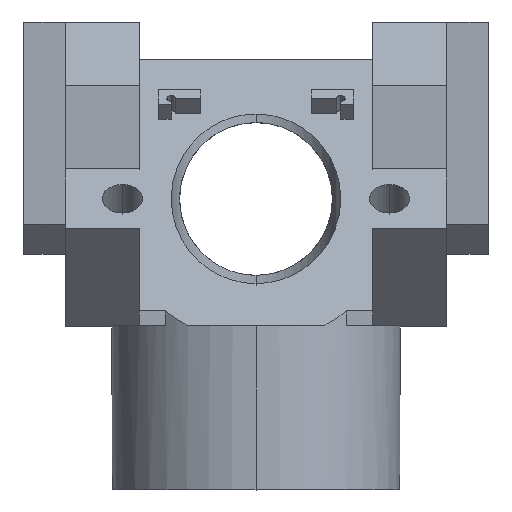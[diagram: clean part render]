
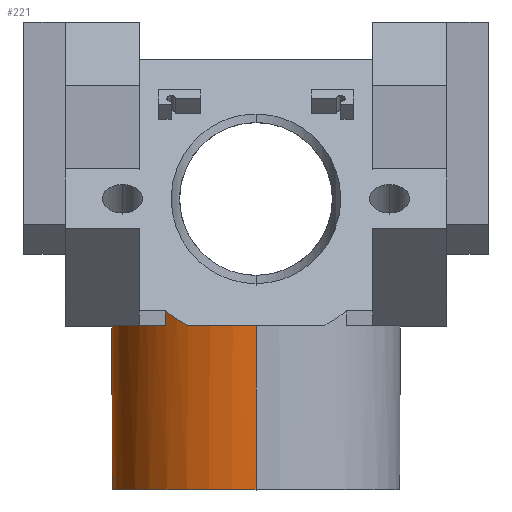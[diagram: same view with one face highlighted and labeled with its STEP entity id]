
A CAD part, top view. The second image highlights one B-rep face of the part: STEP entity #221.
In plain terms, the highlighted cylindrical face has radius 3.4 mm (diameter 6.8 mm), a partial arc.
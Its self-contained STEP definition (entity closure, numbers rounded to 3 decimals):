
#5 = DIRECTION ( 'NONE',  ( 0., 0., 1. ) ) ;
#58 = CARTESIAN_POINT ( 'NONE',  ( -1.789, -2.899, 13.399 ) ) ;
#72 = VERTEX_POINT ( 'NONE', #2829 ) ;
#202 = VERTEX_POINT ( 'NONE', #1408 ) ;
#221 = ADVANCED_FACE ( 'NONE', ( #1751 ), #2580, .T. ) ;
#286 = EDGE_CURVE ( 'NONE', #2252, #72, #358, .T. ) ;
#315 = ORIENTED_EDGE ( 'NONE', *, *, #686, .F. ) ;
#331 = ORIENTED_EDGE ( 'NONE', *, *, #754, .F. ) ;
#350 = ORIENTED_EDGE ( 'NONE', *, *, #286, .T. ) ;
#358 = LINE ( 'NONE', #1793, #517 ) ;
#363 = AXIS2_PLACEMENT_3D ( 'NONE', #2368, #1202, #2107 ) ;
#511 = CARTESIAN_POINT ( 'NONE',  ( 0., 0., 13.9 ) ) ;
#517 = VECTOR ( 'NONE', #681, 1000. ) ;
#539 =( BOUNDED_CURVE ( )  B_SPLINE_CURVE ( 3, ( #1826, #2348, #58, #2942 ),
 .UNSPECIFIED., .F., .T. ) 
 B_SPLINE_CURVE_WITH_KNOTS ( ( 4, 4 ),
 ( 2.463, 2.652 ),
 .UNSPECIFIED. ) 
 CURVE ( )  GEOMETRIC_REPRESENTATION_ITEM ( )  RATIONAL_B_SPLINE_CURVE ( ( 1., 0.997, 0.997, 1. ) ) 
 REPRESENTATION_ITEM ( '' )  );
#622 = CARTESIAN_POINT ( 'NONE',  ( 0., -3., 10.5 ) ) ;
#674 = VERTEX_POINT ( 'NONE', #865 ) ;
#681 = DIRECTION ( 'NONE',  ( 0., -1., 0. ) ) ;
#686 = EDGE_CURVE ( 'NONE', #1948, #1814, #2859, .T. ) ;
#691 = EDGE_LOOP ( 'NONE', ( #759, #1210, #1536, #3007, #350, #2740, #315, #1395, #331 ) ) ;
#703 = EDGE_CURVE ( 'NONE', #2252, #3442, #539, .T. ) ;
#723 = CARTESIAN_POINT ( 'NONE',  ( 0., -3., 10.5 ) ) ;
#751 = VECTOR ( 'NONE', #2367, 1000. ) ;
#754 = EDGE_CURVE ( 'NONE', #2758, #674, #1893, .T. ) ;
#759 = ORIENTED_EDGE ( 'NONE', *, *, #2036, .T. ) ;
#865 = CARTESIAN_POINT ( 'NONE',  ( -0.5, -3., 7.137 ) ) ;
#912 = DIRECTION ( 'NONE',  ( 0., 1., 0. ) ) ;
#983 = CIRCLE ( 'NONE', #1878, 3.4 ) ;
#1029 = CIRCLE ( 'NONE', #363, 3.4 ) ;
#1202 = DIRECTION ( 'NONE',  ( 0., 1., 0. ) ) ;
#1209 = EDGE_CURVE ( 'NONE', #674, #1948, #2052, .T. ) ;
#1210 = ORIENTED_EDGE ( 'NONE', *, *, #3415, .T. ) ;
#1272 = CIRCLE ( 'NONE', #2536, 3.4 ) ;
#1375 = VERTEX_POINT ( 'NONE', #2908 ) ;
#1387 = LINE ( 'NONE', #511, #1440 ) ;
#1395 = ORIENTED_EDGE ( 'NONE', *, *, #1209, .F. ) ;
#1402 = CARTESIAN_POINT ( 'NONE',  ( -3.008, -3., 8.914 ) ) ;
#1408 = CARTESIAN_POINT ( 'NONE',  ( 0., -3., 13.9 ) ) ;
#1440 = VECTOR ( 'NONE', #2827, 1000. ) ;
#1467 = CARTESIAN_POINT ( 'NONE',  ( 0., 0., 10.5 ) ) ;
#1476 = AXIS2_PLACEMENT_3D ( 'NONE', #1467, #3166, #5 ) ;
#1483 = DIRECTION ( 'NONE',  ( 0., 1., 0. ) ) ;
#1536 = ORIENTED_EDGE ( 'NONE', *, *, #3612, .F. ) ;
#1657 = CARTESIAN_POINT ( 'NONE',  ( -1.6, -3., 13.5 ) ) ;
#1709 = DIRECTION ( 'NONE',  ( 0., 1., 0. ) ) ;
#1751 = FACE_OUTER_BOUND ( 'NONE', #691, .T. ) ;
#1769 = DIRECTION ( 'NONE',  ( 0., 0., 1. ) ) ;
#1775 = DIRECTION ( 'NONE',  ( 0., 0., 1. ) ) ;
#1793 = CARTESIAN_POINT ( 'NONE',  ( -2.135, -2.646, 13.146 ) ) ;
#1814 = VERTEX_POINT ( 'NONE', #2391 ) ;
#1826 = CARTESIAN_POINT ( 'NONE',  ( -2.135, -2.646, 13.146 ) ) ;
#1878 = AXIS2_PLACEMENT_3D ( 'NONE', #2825, #1709, #2538 ) ;
#1893 = LINE ( 'NONE', #3316, #751 ) ;
#1948 = VERTEX_POINT ( 'NONE', #1402 ) ;
#2036 = EDGE_CURVE ( 'NONE', #2758, #1375, #983, .T. ) ;
#2052 = CIRCLE ( 'NONE', #2532, 3.4 ) ;
#2107 = DIRECTION ( 'NONE',  ( 0., 0., 1. ) ) ;
#2252 = VERTEX_POINT ( 'NONE', #2459 ) ;
#2348 = CARTESIAN_POINT ( 'NONE',  ( -1.968, -2.781, 13.281 ) ) ;
#2367 = DIRECTION ( 'NONE',  ( 0., 1., 0. ) ) ;
#2368 = CARTESIAN_POINT ( 'NONE',  ( 0., -3., 10.5 ) ) ;
#2373 = CARTESIAN_POINT ( 'NONE',  ( 0., -3., 10.5 ) ) ;
#2391 = CARTESIAN_POINT ( 'NONE',  ( -2.75, -3., 12.499 ) ) ;
#2453 = DIRECTION ( 'NONE',  ( 0., 0., 1. ) ) ;
#2459 = CARTESIAN_POINT ( 'NONE',  ( -2.135, -2.646, 13.146 ) ) ;
#2532 = AXIS2_PLACEMENT_3D ( 'NONE', #723, #3245, #2453 ) ;
#2536 = AXIS2_PLACEMENT_3D ( 'NONE', #2373, #912, #1775 ) ;
#2538 = DIRECTION ( 'NONE',  ( 0., 0., 1. ) ) ;
#2580 = CYLINDRICAL_SURFACE ( 'NONE', #1476, 3.4 ) ;
#2740 = ORIENTED_EDGE ( 'NONE', *, *, #3160, .F. ) ;
#2758 = VERTEX_POINT ( 'NONE', #3067 ) ;
#2825 = CARTESIAN_POINT ( 'NONE',  ( 0., -6.86, 10.5 ) ) ;
#2827 = DIRECTION ( 'NONE',  ( 0., 1., 0. ) ) ;
#2829 = CARTESIAN_POINT ( 'NONE',  ( -2.135, -3., 13.146 ) ) ;
#2859 = CIRCLE ( 'NONE', #2926, 3.4 ) ;
#2908 = CARTESIAN_POINT ( 'NONE',  ( 0., -6.86, 13.9 ) ) ;
#2926 = AXIS2_PLACEMENT_3D ( 'NONE', #622, #1483, #1769 ) ;
#2942 = CARTESIAN_POINT ( 'NONE',  ( -1.6, -3., 13.5 ) ) ;
#3007 = ORIENTED_EDGE ( 'NONE', *, *, #703, .F. ) ;
#3067 = CARTESIAN_POINT ( 'NONE',  ( -0.5, -6.86, 7.137 ) ) ;
#3160 = EDGE_CURVE ( 'NONE', #1814, #72, #1272, .T. ) ;
#3166 = DIRECTION ( 'NONE',  ( 0., 1., 0. ) ) ;
#3245 = DIRECTION ( 'NONE',  ( 0., 1., 0. ) ) ;
#3316 = CARTESIAN_POINT ( 'NONE',  ( -0.5, 0., 7.137 ) ) ;
#3415 = EDGE_CURVE ( 'NONE', #1375, #202, #1387, .T. ) ;
#3442 = VERTEX_POINT ( 'NONE', #1657 ) ;
#3612 = EDGE_CURVE ( 'NONE', #3442, #202, #1029, .T. ) ;
